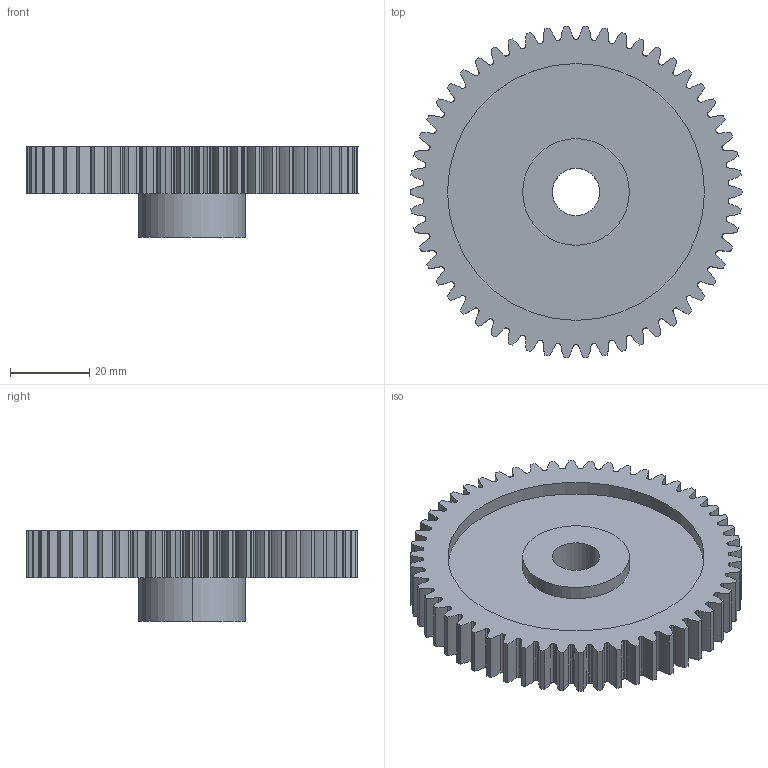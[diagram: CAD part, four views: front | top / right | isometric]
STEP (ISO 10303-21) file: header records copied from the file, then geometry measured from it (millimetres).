
FILE_DESCRIPTION (( 'STEP AP214' ), '1' );
FILE_NAME ('119-015-054.step', '2010-07-19T15:40:35', ( 'WMH Herion Antriebstechnik GmbH' ), ( 'WMH Herion Antriebstechnik GmbH' ), 'SwSTEP 2.0', 'SolidWorks 2010', '' );
FILE_SCHEMA (( 'AUTOMOTIVE_DESIGN' ));
Length unit declared in the file: millimetre
Products named in the file (1): 119-015-054
Bounding box: 84 x 83.92 x 23 mm (x, y, z)
Volume: 46009.9 mm3; surface area: 19844.9 mm2
Topology: 1 solids, 1 shells, 367 faces, 1083 edges, 722 vertices
Faces by surface type: cylinder 361, plane 6
Entity records: 12737 total; most frequent: DIRECTION 2541, CARTESIAN_POINT 2173, ORIENTED_EDGE 2166, AXIS2_PLACEMENT_3D 1090, EDGE_CURVE 1083, VERTEX_POINT 722, CIRCLE 722, EDGE_LOOP 373
